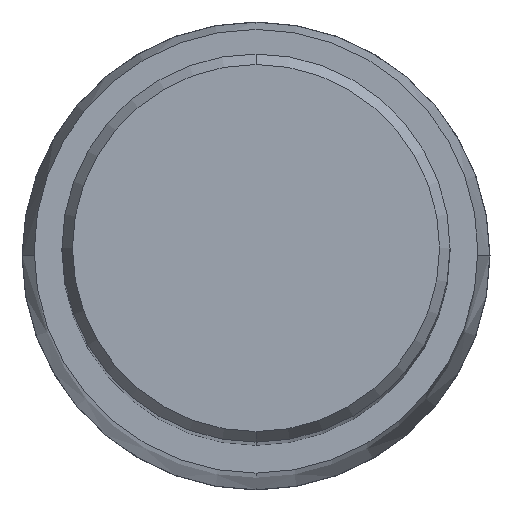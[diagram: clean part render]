
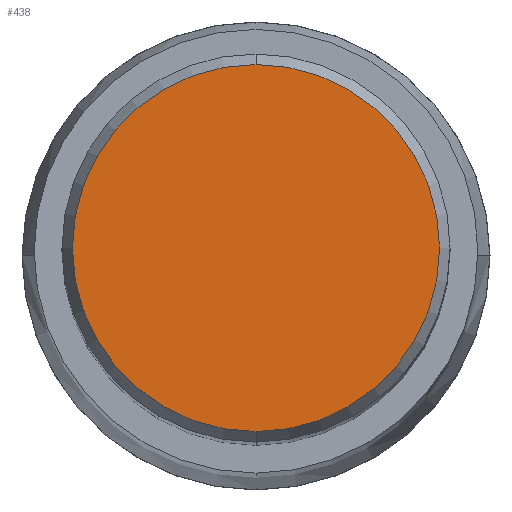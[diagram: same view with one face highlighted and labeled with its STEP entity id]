
A CAD part, top view. The second image highlights one B-rep face of the part: STEP entity #438.
In plain terms, the highlighted planar face has unit normal (0, 0, 1).
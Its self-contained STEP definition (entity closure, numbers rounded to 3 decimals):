
#252=VERTEX_POINT('',#590);
#316=VERTEX_POINT('',#664);
#378=EDGE_CURVE('',#252,#316,#732,.T.);
#404=EDGE_CURVE('',#316,#252,#761,.T.);
#438=ADVANCED_FACE('',(#798),#799,.T.);
#590=CARTESIAN_POINT('',(0.0,12.012,0.0));
#664=CARTESIAN_POINT('',(0.,-12.012,0.0));
#732=CIRCLE('',#1147,12.012);
#761=CIRCLE('',#1182,12.012);
#798=FACE_OUTER_BOUND('',#1226,.T.);
#799=PLANE('',#1227);
#1147=AXIS2_PLACEMENT_3D('',#1629,#1630,#1631);
#1182=AXIS2_PLACEMENT_3D('',#1660,#1661,#1662);
#1226=EDGE_LOOP('',(#1703,#1704));
#1227=AXIS2_PLACEMENT_3D('',#1705,#1706,#1707);
#1629=CARTESIAN_POINT('',(0.0,0.0,0.0));
#1630=DIRECTION('',(0.0,0.0,-1.0));
#1631=DIRECTION('',(0.0,1.0,0.0));
#1660=CARTESIAN_POINT('',(0.0,0.0,0.0));
#1661=DIRECTION('',(0.0,0.0,-1.0));
#1662=DIRECTION('',(0.0,1.0,0.0));
#1703=ORIENTED_EDGE('',*,*,#378,.F.);
#1704=ORIENTED_EDGE('',*,*,#404,.F.);
#1705=CARTESIAN_POINT('',(0.0,6.006,0.0));
#1706=DIRECTION('',(-0.0,0.0,1.0));
#1707=DIRECTION('',(0.0,-1.0,0.0));
